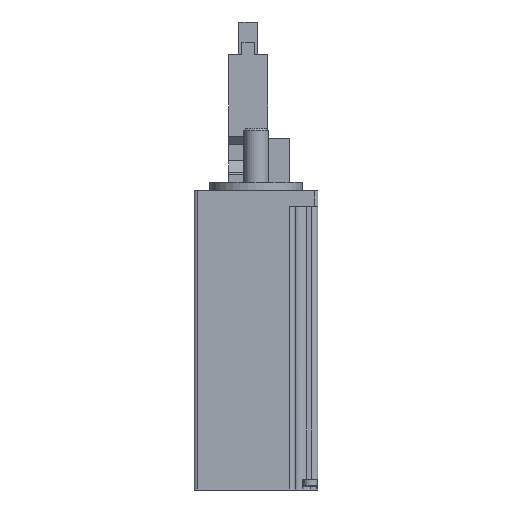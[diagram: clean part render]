
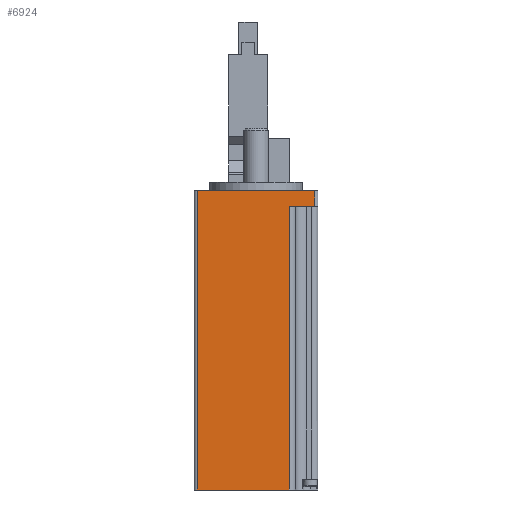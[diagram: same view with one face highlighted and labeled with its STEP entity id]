
A CAD part, front view. The second image highlights one B-rep face of the part: STEP entity #6924.
In plain terms, the highlighted planar face has unit normal (0, -1, 0).
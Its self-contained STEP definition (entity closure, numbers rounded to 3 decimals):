
#441=ORIENTED_EDGE('',*,*,#1805,.T.);
#442=ORIENTED_EDGE('',*,*,#1806,.F.);
#443=ORIENTED_EDGE('',*,*,#1801,.T.);
#444=ORIENTED_EDGE('',*,*,#1807,.F.);
#445=ORIENTED_EDGE('',*,*,#1780,.F.);
#446=ORIENTED_EDGE('',*,*,#1808,.T.);
#1780=EDGE_CURVE('',#2462,#2463,#2908,.T.);
#1801=EDGE_CURVE('',#2480,#2479,#2919,.T.);
#1805=EDGE_CURVE('',#2483,#2484,#2921,.T.);
#1806=EDGE_CURVE('',#2480,#2484,#2922,.T.);
#1807=EDGE_CURVE('',#2463,#2479,#2923,.T.);
#1808=EDGE_CURVE('',#2462,#2483,#2924,.T.);
#2462=VERTEX_POINT('',#9388);
#2463=VERTEX_POINT('',#9390);
#2479=VERTEX_POINT('',#9429);
#2480=VERTEX_POINT('',#9431);
#2483=VERTEX_POINT('',#9439);
#2484=VERTEX_POINT('',#9440);
#2908=LINE('',#9389,#3444);
#2919=LINE('',#9430,#3455);
#2921=LINE('',#9438,#3457);
#2922=LINE('',#9441,#3458);
#2923=LINE('',#9442,#3459);
#2924=LINE('',#9443,#3460);
#3444=VECTOR('',#7854,1000.);
#3455=VECTOR('',#7891,1000.);
#3457=VECTOR('',#7899,1000.);
#3458=VECTOR('',#7900,1000.);
#3459=VECTOR('',#7901,1000.);
#3460=VECTOR('',#7902,1000.);
#3908=EDGE_LOOP('',(#441,#442,#443,#444,#445,#446));
#4285=FACE_BOUND('',#3908,.T.);
#4639=PLANE('',#7268);
#6924=ADVANCED_FACE('',(#4285),#4639,.F.);
#7268=AXIS2_PLACEMENT_3D('',#9437,#7897,#7898);
#7854=DIRECTION('',(-1.,0.,0.));
#7891=DIRECTION('',(-1.,0.,0.));
#7897=DIRECTION('',(0.,1.,0.));
#7898=DIRECTION('',(0.,0.,1.));
#7899=DIRECTION('',(1.,0.,0.));
#7900=DIRECTION('',(0.,0.,-1.));
#7901=DIRECTION('',(0.,0.,1.));
#7902=DIRECTION('',(0.,0.,1.));
#9388=CARTESIAN_POINT('',(10.7,-20.,-96.6));
#9389=CARTESIAN_POINT('',(20.,-20.,-96.6));
#9390=CARTESIAN_POINT('',(-19.,-20.,-96.6));
#9429=CARTESIAN_POINT('',(-19.,-20.,0.));
#9430=CARTESIAN_POINT('',(20.,-20.,0.));
#9431=CARTESIAN_POINT('',(19.,-20.,0.));
#9437=CARTESIAN_POINT('',(20.,-20.,0.));
#9438=CARTESIAN_POINT('',(20.,-20.,-5.));
#9439=CARTESIAN_POINT('',(10.7,-20.,-5.));
#9440=CARTESIAN_POINT('',(19.,-20.,-5.));
#9441=CARTESIAN_POINT('',(19.,-20.,0.));
#9442=CARTESIAN_POINT('',(-19.,-20.,-96.6));
#9443=CARTESIAN_POINT('',(10.7,-20.,-96.6));
